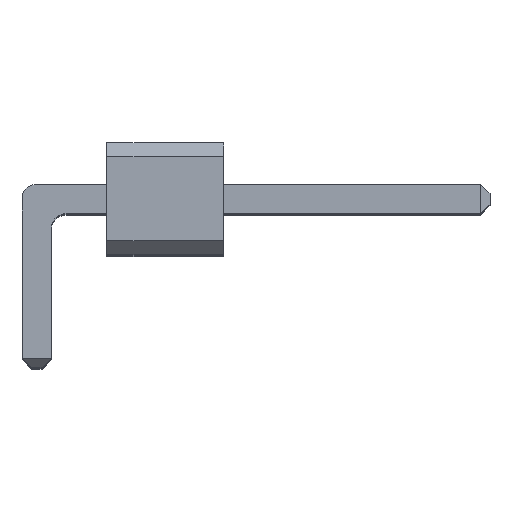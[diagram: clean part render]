
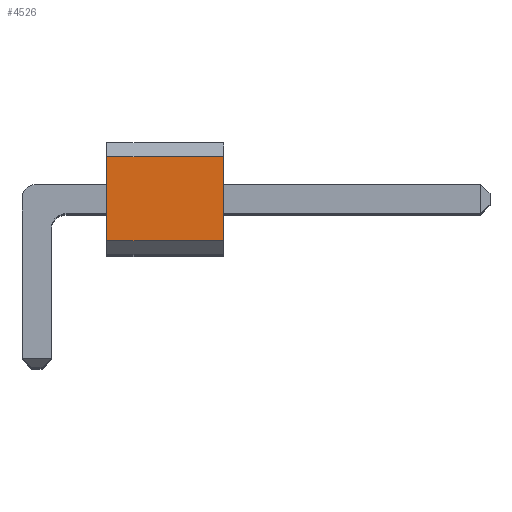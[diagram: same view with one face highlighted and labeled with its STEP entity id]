
A CAD part, top view. The second image highlights one B-rep face of the part: STEP entity #4526.
In plain terms, the highlighted planar face has unit normal (0, 0, 1).
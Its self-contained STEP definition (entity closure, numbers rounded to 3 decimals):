
#4526 = ADVANCED_FACE('',(#4527),#4541,.T.);
#4527 = FACE_BOUND('',#4528,.T.);
#4528 = EDGE_LOOP('',(#4529,#4564,#4592,#4620));
#4529 = ORIENTED_EDGE('',*,*,#4530,.F.);
#4530 = EDGE_CURVE('',#4531,#4533,#4535,.T.);
#4531 = VERTEX_POINT('',#4532);
#4532 = CARTESIAN_POINT('',(1.5,-0.9,19.05));
#4533 = VERTEX_POINT('',#4534);
#4534 = CARTESIAN_POINT('',(1.5,0.9,19.05));
#4535 = SURFACE_CURVE('',#4536,(#4540,#4552),.PCURVE_S1.);
#4536 = LINE('',#4537,#4538);
#4537 = CARTESIAN_POINT('',(1.5,-1.2,19.05));
#4538 = VECTOR('',#4539,1.);
#4539 = DIRECTION('',(0.,1.,0.));
#4540 = PCURVE('',#4541,#4546);
#4541 = PLANE('',#4542);
#4542 = AXIS2_PLACEMENT_3D('',#4543,#4544,#4545);
#4543 = CARTESIAN_POINT('',(1.5,-1.2,19.05));
#4544 = DIRECTION('',(0.,0.,1.));
#4545 = DIRECTION('',(0.,1.,0.));
#4546 = DEFINITIONAL_REPRESENTATION('',(#4547),#4551);
#4547 = LINE('',#4548,#4549);
#4548 = CARTESIAN_POINT('',(0.,0.));
#4549 = VECTOR('',#4550,1.);
#4550 = DIRECTION('',(1.,0.));
#4551 = ( GEOMETRIC_REPRESENTATION_CONTEXT(2) 
PARAMETRIC_REPRESENTATION_CONTEXT() REPRESENTATION_CONTEXT('2D SPACE',''
  ) );
#4552 = PCURVE('',#4553,#4558);
#4553 = PLANE('',#4554);
#4554 = AXIS2_PLACEMENT_3D('',#4555,#4556,#4557);
#4555 = CARTESIAN_POINT('',(1.5,-1.2,19.05));
#4556 = DIRECTION('',(1.,0.,0.));
#4557 = DIRECTION('',(0.,1.,0.));
#4558 = DEFINITIONAL_REPRESENTATION('',(#4559),#4563);
#4559 = LINE('',#4560,#4561);
#4560 = CARTESIAN_POINT('',(0.,0.));
#4561 = VECTOR('',#4562,1.);
#4562 = DIRECTION('',(1.,0.));
#4563 = ( GEOMETRIC_REPRESENTATION_CONTEXT(2) 
PARAMETRIC_REPRESENTATION_CONTEXT() REPRESENTATION_CONTEXT('2D SPACE',''
  ) );
#4564 = ORIENTED_EDGE('',*,*,#4565,.T.);
#4565 = EDGE_CURVE('',#4531,#4566,#4568,.T.);
#4566 = VERTEX_POINT('',#4567);
#4567 = CARTESIAN_POINT('',(4.,-0.9,19.05));
#4568 = SURFACE_CURVE('',#4569,(#4573,#4580),.PCURVE_S1.);
#4569 = LINE('',#4570,#4571);
#4570 = CARTESIAN_POINT('',(1.5,-0.9,19.05));
#4571 = VECTOR('',#4572,1.);
#4572 = DIRECTION('',(1.,0.,0.));
#4573 = PCURVE('',#4541,#4574);
#4574 = DEFINITIONAL_REPRESENTATION('',(#4575),#4579);
#4575 = LINE('',#4576,#4577);
#4576 = CARTESIAN_POINT('',(0.3,0.));
#4577 = VECTOR('',#4578,1.);
#4578 = DIRECTION('',(0.,-1.));
#4579 = ( GEOMETRIC_REPRESENTATION_CONTEXT(2) 
PARAMETRIC_REPRESENTATION_CONTEXT() REPRESENTATION_CONTEXT('2D SPACE',''
  ) );
#4580 = PCURVE('',#4581,#4586);
#4581 = PLANE('',#4582);
#4582 = AXIS2_PLACEMENT_3D('',#4583,#4584,#4585);
#4583 = CARTESIAN_POINT('',(1.5,-1.05,18.9));
#4584 = DIRECTION('',(0.,-0.707,0.707
    ));
#4585 = DIRECTION('',(-1.,0.,0.));
#4586 = DEFINITIONAL_REPRESENTATION('',(#4587),#4591);
#4587 = LINE('',#4588,#4589);
#4588 = CARTESIAN_POINT('',(0.,-0.212));
#4589 = VECTOR('',#4590,1.);
#4590 = DIRECTION('',(-1.,0.));
#4591 = ( GEOMETRIC_REPRESENTATION_CONTEXT(2) 
PARAMETRIC_REPRESENTATION_CONTEXT() REPRESENTATION_CONTEXT('2D SPACE',''
  ) );
#4592 = ORIENTED_EDGE('',*,*,#4593,.T.);
#4593 = EDGE_CURVE('',#4566,#4594,#4596,.T.);
#4594 = VERTEX_POINT('',#4595);
#4595 = CARTESIAN_POINT('',(4.,0.9,19.05));
#4596 = SURFACE_CURVE('',#4597,(#4601,#4608),.PCURVE_S1.);
#4597 = LINE('',#4598,#4599);
#4598 = CARTESIAN_POINT('',(4.,-1.2,19.05));
#4599 = VECTOR('',#4600,1.);
#4600 = DIRECTION('',(0.,1.,0.));
#4601 = PCURVE('',#4541,#4602);
#4602 = DEFINITIONAL_REPRESENTATION('',(#4603),#4607);
#4603 = LINE('',#4604,#4605);
#4604 = CARTESIAN_POINT('',(0.,-2.5));
#4605 = VECTOR('',#4606,1.);
#4606 = DIRECTION('',(1.,0.));
#4607 = ( GEOMETRIC_REPRESENTATION_CONTEXT(2) 
PARAMETRIC_REPRESENTATION_CONTEXT() REPRESENTATION_CONTEXT('2D SPACE',''
  ) );
#4608 = PCURVE('',#4609,#4614);
#4609 = PLANE('',#4610);
#4610 = AXIS2_PLACEMENT_3D('',#4611,#4612,#4613);
#4611 = CARTESIAN_POINT('',(4.,-1.2,19.05));
#4612 = DIRECTION('',(1.,0.,0.));
#4613 = DIRECTION('',(0.,1.,0.));
#4614 = DEFINITIONAL_REPRESENTATION('',(#4615),#4619);
#4615 = LINE('',#4616,#4617);
#4616 = CARTESIAN_POINT('',(0.,0.));
#4617 = VECTOR('',#4618,1.);
#4618 = DIRECTION('',(1.,0.));
#4619 = ( GEOMETRIC_REPRESENTATION_CONTEXT(2) 
PARAMETRIC_REPRESENTATION_CONTEXT() REPRESENTATION_CONTEXT('2D SPACE',''
  ) );
#4620 = ORIENTED_EDGE('',*,*,#4621,.F.);
#4621 = EDGE_CURVE('',#4533,#4594,#4622,.T.);
#4622 = SURFACE_CURVE('',#4623,(#4627,#4634),.PCURVE_S1.);
#4623 = LINE('',#4624,#4625);
#4624 = CARTESIAN_POINT('',(1.5,0.9,19.05));
#4625 = VECTOR('',#4626,1.);
#4626 = DIRECTION('',(1.,0.,0.));
#4627 = PCURVE('',#4541,#4628);
#4628 = DEFINITIONAL_REPRESENTATION('',(#4629),#4633);
#4629 = LINE('',#4630,#4631);
#4630 = CARTESIAN_POINT('',(2.1,0.));
#4631 = VECTOR('',#4632,1.);
#4632 = DIRECTION('',(0.,-1.));
#4633 = ( GEOMETRIC_REPRESENTATION_CONTEXT(2) 
PARAMETRIC_REPRESENTATION_CONTEXT() REPRESENTATION_CONTEXT('2D SPACE',''
  ) );
#4634 = PCURVE('',#4635,#4640);
#4635 = PLANE('',#4636);
#4636 = AXIS2_PLACEMENT_3D('',#4637,#4638,#4639);
#4637 = CARTESIAN_POINT('',(1.5,1.05,18.9));
#4638 = DIRECTION('',(0.,0.707,0.707)
  );
#4639 = DIRECTION('',(1.,0.,0.));
#4640 = DEFINITIONAL_REPRESENTATION('',(#4641),#4645);
#4641 = LINE('',#4642,#4643);
#4642 = CARTESIAN_POINT('',(0.,-0.212));
#4643 = VECTOR('',#4644,1.);
#4644 = DIRECTION('',(1.,0.));
#4645 = ( GEOMETRIC_REPRESENTATION_CONTEXT(2) 
PARAMETRIC_REPRESENTATION_CONTEXT() REPRESENTATION_CONTEXT('2D SPACE',''
  ) );
